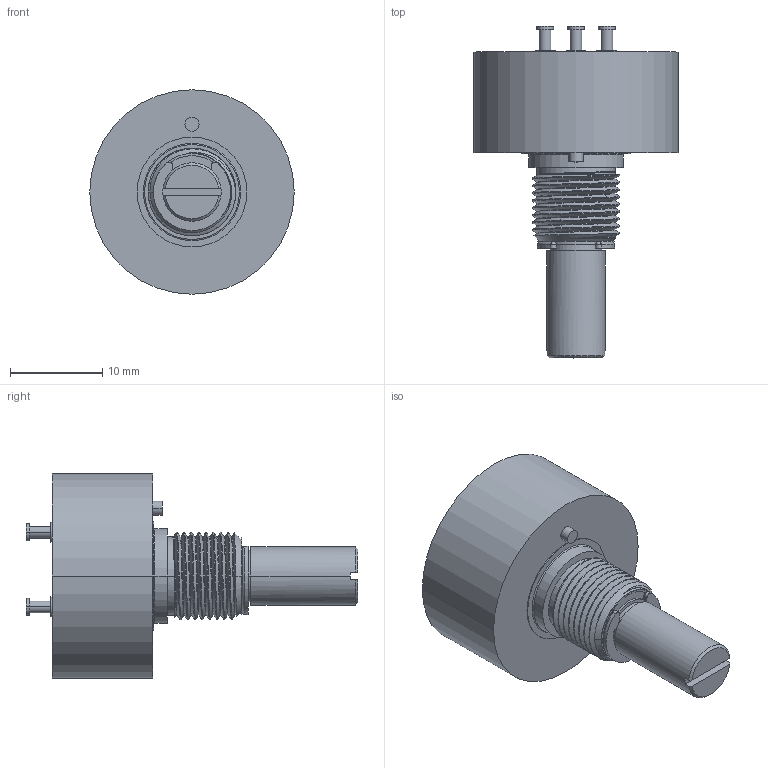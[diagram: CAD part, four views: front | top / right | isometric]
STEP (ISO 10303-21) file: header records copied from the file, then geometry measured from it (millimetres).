
FILE_DESCRIPTION((''),'2;1');
FILE_NAME('6180-28-2_SW0001','2012-01-27T',('BMozley'),(''),'PRO/ENGINEER BY PARAMETRIC TECHNOLOGY CORPORATION, 2011370','PRO/ENGINEER BY PARAMETRIC TECHNOLOGY CORPORATION, 2011370','');
FILE_SCHEMA(('CONFIG_CONTROL_DESIGN'));
Length unit declared in the file: inch
Products named in the file (1): 6180-28-2_SW0001
Bounding box: 22.23 x 36.07 x 22.23 mm (x, y, z)
Volume: 5306.2 mm3; surface area: 2343.6 mm2
Topology: 1 solids, 1 shells, 112 faces, 272 edges, 178 vertices
Faces by surface type: cylinder 61, plane 33, bspline 11, cone 4, torus 3
Entity records: 11761 total; most frequent: CARTESIAN_POINT 9127, ORIENTED_EDGE 544, DIRECTION 529, EDGE_CURVE 272, AXIS2_PLACEMENT_3D 216, VERTEX_POINT 178, EDGE_LOOP 128, CIRCLE 115
